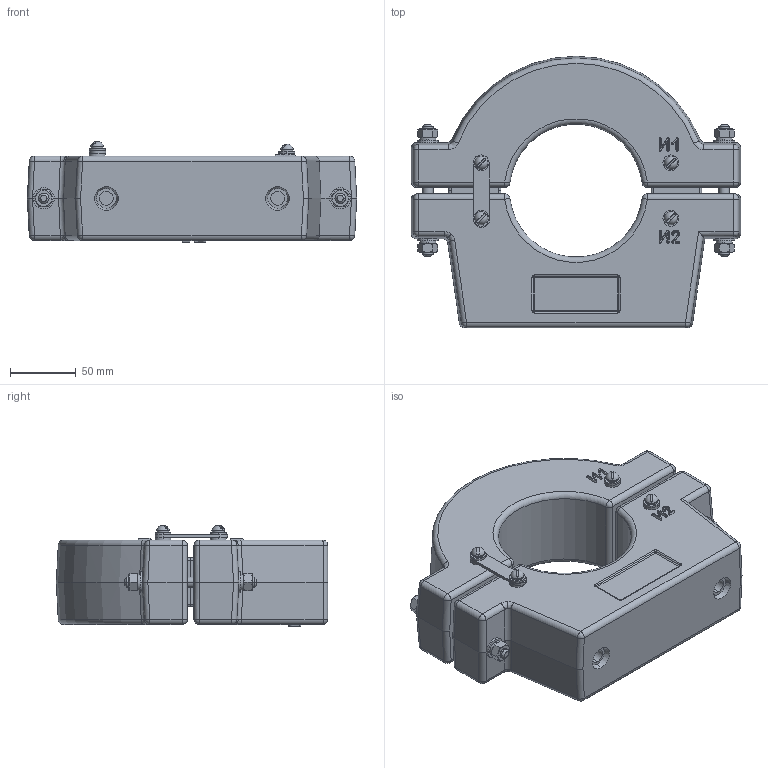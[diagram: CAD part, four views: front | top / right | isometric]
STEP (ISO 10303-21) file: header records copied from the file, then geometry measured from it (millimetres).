
FILE_DESCRIPTION (( 'STEP AP203' ), '1' );
FILE_NAME ('ÒÇÐË-100 ç.STEP', '2013-03-22T07:52:55', ( '' ), ( '' ), 'SwSTEP 2.0', 'SolidWorks 2010', '' );
FILE_SCHEMA (( 'CONFIG_CONTROL_DESIGN' ));
Length unit declared in the file: millimetre
Products named in the file (1): ÒÇÐË-100 ç
Bounding box: 250 x 206 x 76.62 mm (x, y, z)
Volume: 1952135.5 mm3; surface area: 166681 mm2
Topology: 28 solids, 31 shells, 553 faces, 1263 edges, 773 vertices
Faces by surface type: plane 213, cylinder 186, cone 68, sphere 40, torus 34, bspline 12
Entity records: 16549 total; most frequent: CARTESIAN_POINT 4085, DIRECTION 2707, ORIENTED_EDGE 2486, EDGE_CURVE 1243, AXIS2_PLACEMENT_3D 1089, VERTEX_POINT 773, EDGE_LOOP 614, FACE_OUTER_BOUND 553
